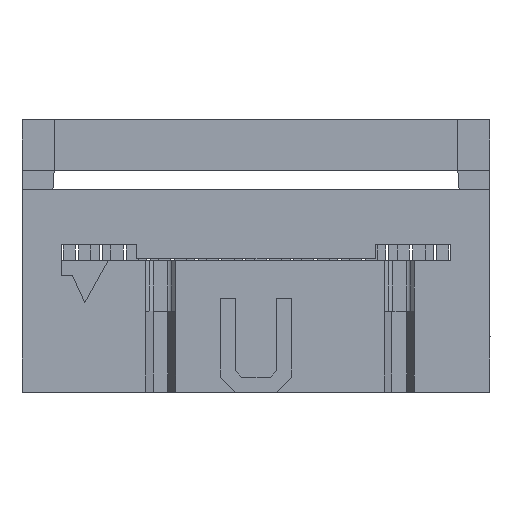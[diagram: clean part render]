
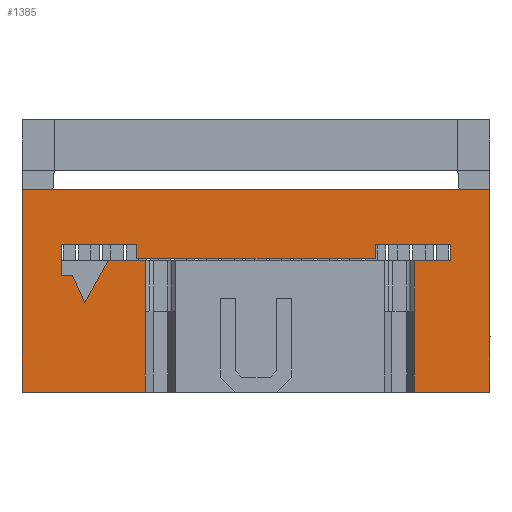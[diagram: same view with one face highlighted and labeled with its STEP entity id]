
A CAD part, top view. The second image highlights one B-rep face of the part: STEP entity #1385.
In plain terms, the highlighted planar face has unit normal (0, 0, 1).
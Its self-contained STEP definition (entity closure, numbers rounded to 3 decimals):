
#1385=ADVANCED_FACE('',(#2084),#1734,.T.);
#1734=PLANE('',#8503);
#2084=FACE_OUTER_BOUND('',#2521,.T.);
#2521=EDGE_LOOP('',(#4344,#4345,#4346,#4347,#4348,#4349,#4350,#4351,#4352,
#4353,#4354,#4355,#4356,#4357,#4358,#4359,#4360,#4361,#4362,#4363,#4364));
#4344=ORIENTED_EDGE('',*,*,#6130,.T.);
#4345=ORIENTED_EDGE('',*,*,#6129,.F.);
#4346=ORIENTED_EDGE('',*,*,#6131,.T.);
#4347=ORIENTED_EDGE('',*,*,#6132,.F.);
#4348=ORIENTED_EDGE('',*,*,#6032,.F.);
#4349=ORIENTED_EDGE('',*,*,#6127,.F.);
#4350=ORIENTED_EDGE('',*,*,#5817,.T.);
#4351=ORIENTED_EDGE('',*,*,#5820,.T.);
#4352=ORIENTED_EDGE('',*,*,#6112,.F.);
#4353=ORIENTED_EDGE('',*,*,#6064,.T.);
#4354=ORIENTED_EDGE('',*,*,#6066,.T.);
#4355=ORIENTED_EDGE('',*,*,#6068,.T.);
#4356=ORIENTED_EDGE('',*,*,#6069,.F.);
#4357=ORIENTED_EDGE('',*,*,#6087,.F.);
#4358=ORIENTED_EDGE('',*,*,#6077,.T.);
#4359=ORIENTED_EDGE('',*,*,#6080,.T.);
#4360=ORIENTED_EDGE('',*,*,#6083,.T.);
#4361=ORIENTED_EDGE('',*,*,#6086,.F.);
#4362=ORIENTED_EDGE('',*,*,#6090,.T.);
#4363=ORIENTED_EDGE('',*,*,#6111,.F.);
#4364=ORIENTED_EDGE('',*,*,#6093,.T.);
#4962=VERTEX_POINT('',#11487);
#4963=VERTEX_POINT('',#11489);
#4964=VERTEX_POINT('',#11495);
#5101=VERTEX_POINT('',#11934);
#5102=VERTEX_POINT('',#11936);
#5124=VERTEX_POINT('',#11996);
#5125=VERTEX_POINT('',#11998);
#5126=VERTEX_POINT('',#12002);
#5127=VERTEX_POINT('',#12006);
#5128=VERTEX_POINT('',#12010);
#5134=VERTEX_POINT('',#12026);
#5135=VERTEX_POINT('',#12027);
#5136=VERTEX_POINT('',#12032);
#5137=VERTEX_POINT('',#12036);
#5139=VERTEX_POINT('',#12042);
#5140=VERTEX_POINT('',#12049);
#5143=VERTEX_POINT('',#12056);
#5144=VERTEX_POINT('',#12058);
#5162=VERTEX_POINT('',#12121);
#5163=VERTEX_POINT('',#12124);
#5164=VERTEX_POINT('',#12130);
#5817=EDGE_CURVE('',#4963,#4962,#6812,.T.);
#5820=EDGE_CURVE('',#4962,#4964,#6815,.T.);
#6032=EDGE_CURVE('',#5101,#5102,#7021,.T.);
#6064=EDGE_CURVE('',#5124,#5125,#7049,.T.);
#6066=EDGE_CURVE('',#5125,#5126,#7051,.T.);
#6068=EDGE_CURVE('',#5126,#5127,#7053,.T.);
#6069=EDGE_CURVE('',#5128,#5127,#7054,.T.);
#6077=EDGE_CURVE('',#5134,#5135,#7062,.T.);
#6080=EDGE_CURVE('',#5135,#5136,#7065,.T.);
#6083=EDGE_CURVE('',#5136,#5137,#7068,.T.);
#6086=EDGE_CURVE('',#5139,#5137,#7071,.T.);
#6087=EDGE_CURVE('',#5134,#5128,#7072,.T.);
#6090=EDGE_CURVE('',#5139,#5140,#7075,.T.);
#6093=EDGE_CURVE('',#5144,#5143,#7078,.T.);
#6111=EDGE_CURVE('',#5144,#5140,#7092,.T.);
#6112=EDGE_CURVE('',#5124,#4964,#7093,.T.);
#6127=EDGE_CURVE('',#4963,#5101,#7108,.T.);
#6129=EDGE_CURVE('',#5163,#5162,#7110,.T.);
#6130=EDGE_CURVE('',#5143,#5162,#7111,.T.);
#6131=EDGE_CURVE('',#5163,#5164,#7112,.T.);
#6132=EDGE_CURVE('',#5102,#5164,#7113,.T.);
#6812=LINE('',#11488,#7789);
#6815=LINE('',#11494,#7792);
#7021=LINE('',#11935,#7998);
#7049=LINE('',#11999,#8026);
#7051=LINE('',#12003,#8028);
#7053=LINE('',#12007,#8030);
#7054=LINE('',#12009,#8031);
#7062=LINE('',#12025,#8039);
#7065=LINE('',#12031,#8042);
#7068=LINE('',#12037,#8045);
#7071=LINE('',#12043,#8048);
#7072=LINE('',#12044,#8049);
#7075=LINE('',#12050,#8052);
#7078=LINE('',#12057,#8055);
#7092=LINE('',#12093,#8069);
#7093=LINE('',#12094,#8070);
#7108=LINE('',#12122,#8085);
#7110=LINE('',#12125,#8087);
#7111=LINE('',#12127,#8088);
#7112=LINE('',#12129,#8089);
#7113=LINE('',#12131,#8090);
#7789=VECTOR('',#9580,1.);
#7792=VECTOR('',#9587,1.);
#7998=VECTOR('',#9939,1.);
#8026=VECTOR('',#9991,1.);
#8028=VECTOR('',#9995,1.);
#8030=VECTOR('',#9999,1.);
#8031=VECTOR('',#10002,1.);
#8039=VECTOR('',#10014,1.);
#8042=VECTOR('',#10019,1.);
#8045=VECTOR('',#10024,1.);
#8048=VECTOR('',#10029,1.);
#8049=VECTOR('',#10030,1.);
#8052=VECTOR('',#10037,1.);
#8055=VECTOR('',#10042,1.);
#8069=VECTOR('',#10076,1.);
#8070=VECTOR('',#10077,1.);
#8085=VECTOR('',#10104,1.);
#8087=VECTOR('',#10106,1.);
#8088=VECTOR('',#10109,1.);
#8089=VECTOR('',#10112,1.);
#8090=VECTOR('',#10113,1.);
#8503=AXIS2_PLACEMENT_3D('',#12132,#10114,#10115);
#9580=DIRECTION('',(0.,1.,0.));
#9587=DIRECTION('',(0.,1.,0.));
#9939=DIRECTION('',(0.,1.,0.));
#9991=DIRECTION('',(-0.486,-0.874,0.));
#9995=DIRECTION('',(-0.416,0.91,0.));
#9999=DIRECTION('',(-1.,0.,0.));
#10002=DIRECTION('',(0.,-1.,0.));
#10014=DIRECTION('',(0.,-1.,0.));
#10019=DIRECTION('',(1.,0.,0.));
#10024=DIRECTION('',(0.,1.,0.));
#10029=DIRECTION('',(-1.,0.,0.));
#10030=DIRECTION('',(-1.,0.,0.));
#10037=DIRECTION('',(0.,-1.,0.));
#10042=DIRECTION('',(0.,-1.,0.));
#10076=DIRECTION('',(1.,0.,0.));
#10077=DIRECTION('',(1.,0.,0.));
#10104=DIRECTION('',(-1.,0.,0.));
#10106=DIRECTION('',(-1.,0.,0.));
#10109=DIRECTION('',(0.,-1.,0.));
#10112=DIRECTION('',(0.,1.,0.));
#10113=DIRECTION('',(1.,0.,0.));
#10114=DIRECTION('',(0.,0.,1.));
#10115=DIRECTION('',(1.,0.,0.));
#11487=CARTESIAN_POINT('',(6.57,4.3,6.1));
#11488=CARTESIAN_POINT('',(6.57,0.,6.1));
#11489=CARTESIAN_POINT('',(6.57,0.,6.1));
#11494=CARTESIAN_POINT('',(6.57,4.3,6.1));
#11495=CARTESIAN_POINT('',(6.57,7.,6.1));
#11934=CARTESIAN_POINT('',(0.,0.,6.1));
#11935=CARTESIAN_POINT('',(0.,0.,6.1));
#11936=CARTESIAN_POINT('',(0.,10.8,6.1));
#11996=CARTESIAN_POINT('',(4.59,7.,6.1));
#11998=CARTESIAN_POINT('',(3.34,4.75,6.1));
#11999=CARTESIAN_POINT('',(4.59,7.,6.1));
#12002=CARTESIAN_POINT('',(2.677,6.2,6.1));
#12003=CARTESIAN_POINT('',(3.34,4.75,6.1));
#12006=CARTESIAN_POINT('',(2.09,6.2,6.1));
#12007=CARTESIAN_POINT('',(2.677,6.2,6.1));
#12009=CARTESIAN_POINT('',(2.09,7.85,6.1));
#12010=CARTESIAN_POINT('',(2.09,7.85,6.1));
#12025=CARTESIAN_POINT('',(6.1,7.85,6.1));
#12026=CARTESIAN_POINT('',(6.1,7.85,6.1));
#12027=CARTESIAN_POINT('',(6.1,7.1,6.1));
#12031=CARTESIAN_POINT('',(6.1,7.1,6.1));
#12032=CARTESIAN_POINT('',(18.8,7.1,6.1));
#12036=CARTESIAN_POINT('',(18.8,7.85,6.1));
#12037=CARTESIAN_POINT('',(18.8,7.1,6.1));
#12042=CARTESIAN_POINT('',(22.81,7.85,6.1));
#12043=CARTESIAN_POINT('',(22.81,7.85,6.1));
#12044=CARTESIAN_POINT('',(6.1,7.85,6.1));
#12049=CARTESIAN_POINT('',(22.81,7.,6.1));
#12050=CARTESIAN_POINT('',(22.81,7.85,6.1));
#12056=CARTESIAN_POINT('',(20.87,4.3,6.1));
#12057=CARTESIAN_POINT('',(20.87,7.,6.1));
#12058=CARTESIAN_POINT('',(20.87,7.,6.1));
#12093=CARTESIAN_POINT('',(20.87,7.,6.1));
#12094=CARTESIAN_POINT('',(4.59,7.,6.1));
#12121=CARTESIAN_POINT('',(20.87,0.,6.1));
#12122=CARTESIAN_POINT('',(6.57,0.,6.1));
#12124=CARTESIAN_POINT('',(24.9,0.,6.1));
#12125=CARTESIAN_POINT('',(24.9,0.,6.1));
#12127=CARTESIAN_POINT('',(20.87,4.3,6.1));
#12129=CARTESIAN_POINT('',(24.9,0.,6.1));
#12130=CARTESIAN_POINT('',(24.9,10.8,6.1));
#12131=CARTESIAN_POINT('',(0.,10.8,6.1));
#12132=CARTESIAN_POINT('',(-0.823,-0.74,6.1));
